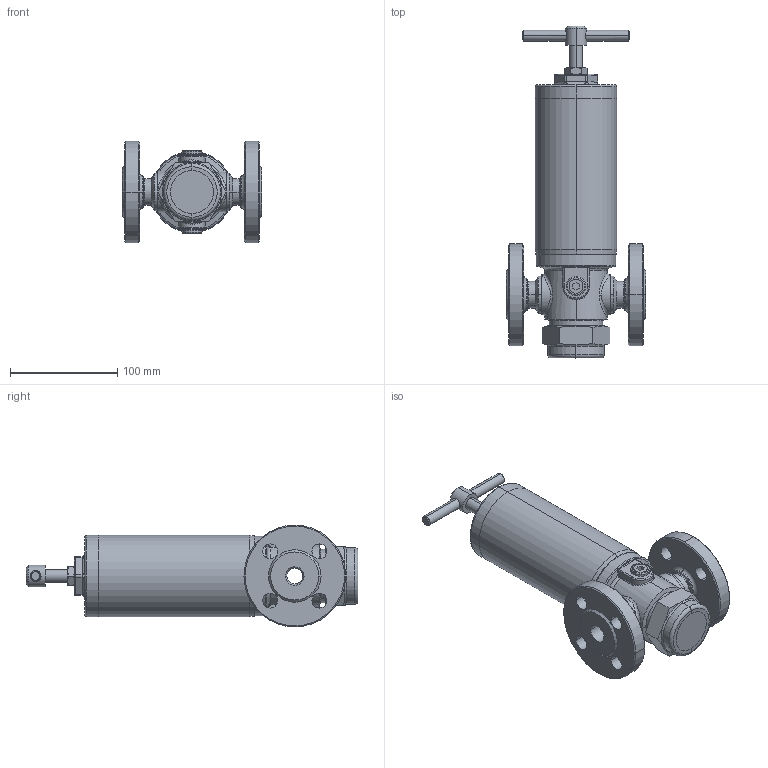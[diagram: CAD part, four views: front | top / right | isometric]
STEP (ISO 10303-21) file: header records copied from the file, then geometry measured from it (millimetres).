
FILE_DESCRIPTION (( 'STEP AP203' ), '1' );
FILE_NAME ('Typ 70-71 BG I.STEP', '2018-12-03T08:19:18', ( '' ), ( '' ), 'SwSTEP 2.0', 'SolidWorks 2016', '' );
FILE_SCHEMA (( 'CONFIG_CONTROL_DESIGN' ));
Length unit declared in the file: millimetre
Products named in the file (1): Typ 70-71 BG I
Bounding box: 130 x 310.06 x 95 mm (x, y, z)
Volume: 497875.9 mm3; surface area: 189050.8 mm2
Topology: 10 solids, 10 shells, 491 faces, 1079 edges, 638 vertices
Faces by surface type: cylinder 162, cone 123, plane 100, torus 78, bspline 28
Entity records: 16692 total; most frequent: CARTESIAN_POINT 5807, DIRECTION 2401, ORIENTED_EDGE 2158, EDGE_CURVE 1079, AXIS2_PLACEMENT_3D 1036, VERTEX_POINT 638, CIRCLE 572, EDGE_LOOP 557
